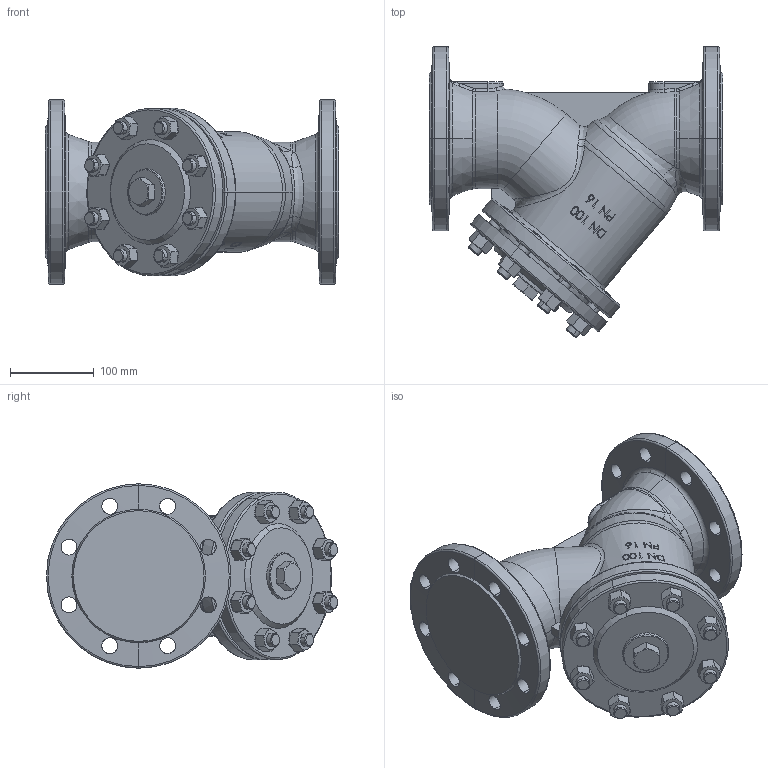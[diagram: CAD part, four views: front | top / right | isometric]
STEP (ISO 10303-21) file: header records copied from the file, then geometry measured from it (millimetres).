
FILE_DESCRIPTION (( 'STEP AP214' ), '1' );
FILE_NAME ('FP110-Y-Schmutzfänger-DN100-PN16-Fergo.STEP', '2022-11-14T15:33:02', ( '' ), ( '' ), 'SwSTEP 2.0', 'SolidWorks 2022', '' );
FILE_SCHEMA (( 'AUTOMOTIVE_DESIGN' ));
Length unit declared in the file: millimetre
Products named in the file (1): FP110-Y-Schmutzfänger-DN100-PN16-Fergo
Bounding box: 350 x 347.23 x 220 mm (x, y, z)
Volume: 8004832 mm3; surface area: 424143.2 mm2
Topology: 1 solids, 1 shells, 533 faces, 1384 edges, 902 vertices
Faces by surface type: cylinder 175, plane 145, cone 132, torus 41, bspline 40
Entity records: 37234 total; most frequent: CARTESIAN_POINT 24918, ORIENTED_EDGE 2768, DIRECTION 2216, EDGE_CURVE 1384, AXIS2_PLACEMENT_3D 916, VERTEX_POINT 902, EDGE_LOOP 630, B_SPLINE_CURVE_WITH_KNOTS 576
